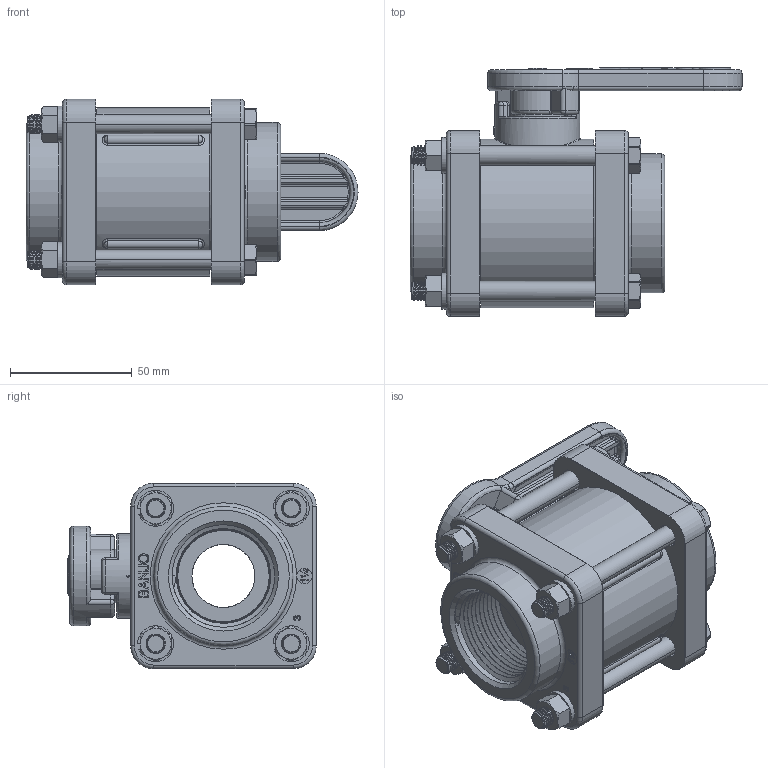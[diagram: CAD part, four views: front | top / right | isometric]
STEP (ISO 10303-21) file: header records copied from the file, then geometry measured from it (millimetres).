
FILE_DESCRIPTION(/* description */ ('1-1/4" FPT X PORT POLY VALVE'),/* implementation_level */ '2;1');
FILE_NAME(/* name */ 'V125.stp',/* time_stamp */ '2023-09-06T14:22:55-04:00',/* author */ ('MEG'),/* organization */ (''),/* preprocessor_version */ 'ST-DEVELOPER v18.1',/* originating_system */ 'Autodesk Inventor 2022',/* authorisation */ '');
FILE_SCHEMA (('AUTOMOTIVE_DESIGN { 1 0 10303 214 3 1 1 }'));
Length unit declared in the file: inch
Products named in the file (20): V125; V10060; V10117; V10118; V10119; V10151; V10153A; V10155; V10155M; VX10155; V10159; V10163; V10254; V10254_1; V10256; V10256X; V10258A; V10264; SW10; V07020
Assembly tree (31 placements, depth 4):
  V125
    V10060
    V10117  x4
    V10118  x4
    V10119  x4
    V10151
    V10153A
    V10155
      V10155M
        VX10155
    V10159
    V10163
    V10254
      V10254_1
    V10256  x2
      V10256X
    V10258A  x2
    V10264  x2
    SW10
    V07020
Bounding box: 136.4 x 102.03 x 76.2 mm (x, y, z)
Volume: 338175.5 mm3; surface area: 129299.6 mm2
Topology: 27 solids, 27 shells, 2140 faces, 5050 edges, 3063 vertices
Faces by surface type: plane 751, cylinder 621, cone 451, bspline 172, torus 116, sphere 29
Full cylindrical faces by diameter (mm): 2.261 x1, 2.972 x1, 3.556 x4, 3.683 x1, 4.702 x3, 4.826 x1, 5.08 x1, 5.159 x1, 6.35 x2, 9.271 x8, 11.112 x1, 14.275 x1, 14.351 x1, 14.529 x1, 14.605 x1, 18.72 x1, 19.05 x3, 22.098 x1, 22.225 x1, 22.733 x1, 23.876 x1, 25.857 x1, 25.908 x4, 27.813 x2, 29.083 x2, 32.893 x2, 34.925 x1, 38.1 x2, 38.252 x2, 44.958 x2
Entity records: 45643 total; most frequent: CARTESIAN_POINT 16393, ORIENTED_EDGE 6028, DIRECTION 5657, EDGE_CURVE 3014, AXIS2_PLACEMENT_3D 1941, VERTEX_POINT 1892, LINE 1775, VECTOR 1775
